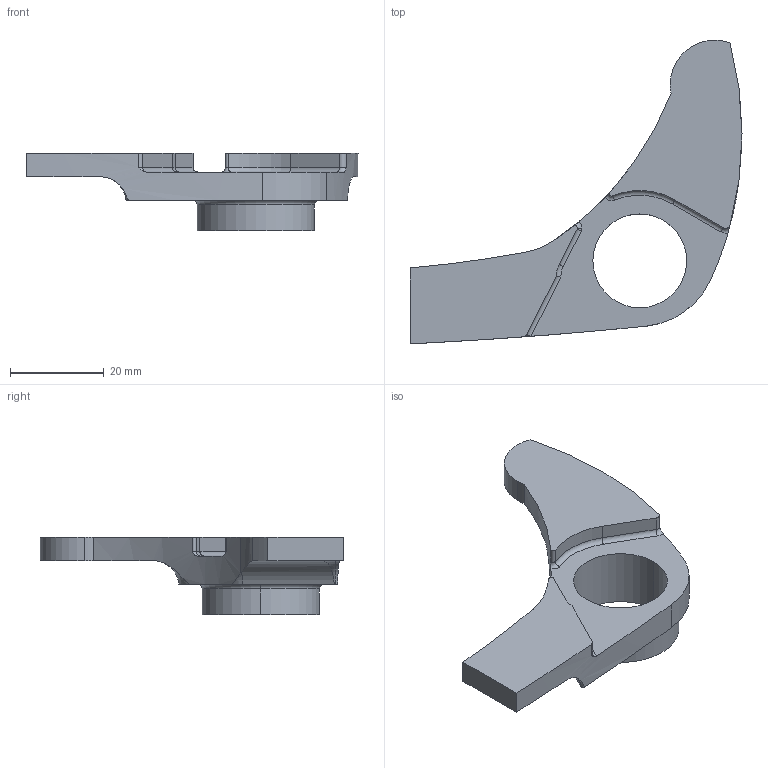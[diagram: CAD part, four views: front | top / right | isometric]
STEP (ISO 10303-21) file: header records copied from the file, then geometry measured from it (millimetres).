
FILE_DESCRIPTION (( 'STEP AP214' ), '1' );
FILE_NAME ('DR1103R.STEP', '2021-08-24T22:37:20', ( '' ), ( '' ), 'SwSTEP 2.0', 'SolidWorks 2021', '' );
FILE_SCHEMA (( 'AUTOMOTIVE_DESIGN' ));
Length unit declared in the file: millimetre
Products named in the file (1): DR1103R
Bounding box: 70.8 x 64.77 x 16.5 mm (x, y, z)
Volume: 10661.6 mm3; surface area: 6477.1 mm2
Topology: 1 solids, 1 shells, 58 faces, 155 edges, 100 vertices
Faces by surface type: cylinder 30, torus 15, plane 13
Entity records: 2005 total; most frequent: CARTESIAN_POINT 473, DIRECTION 342, ORIENTED_EDGE 310, EDGE_CURVE 155, AXIS2_PLACEMENT_3D 147, VERTEX_POINT 100, CIRCLE 88, EDGE_LOOP 61
